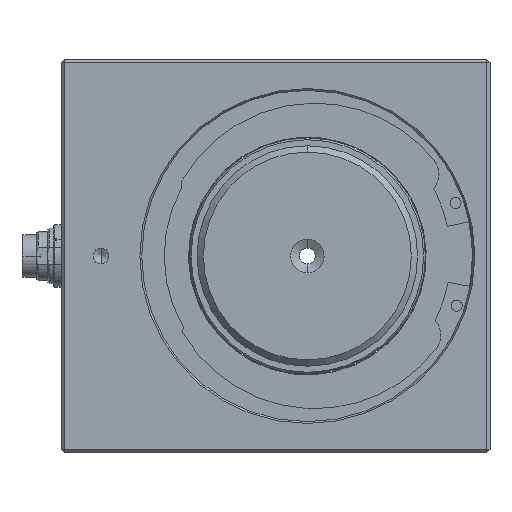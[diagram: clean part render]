
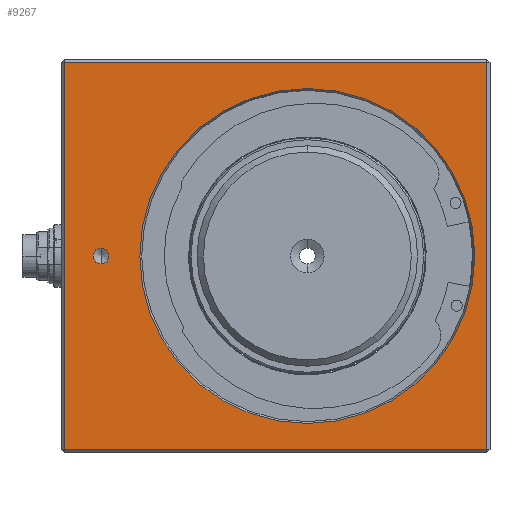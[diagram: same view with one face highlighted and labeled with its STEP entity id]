
A CAD part, left-side view. The second image highlights one B-rep face of the part: STEP entity #9267.
In plain terms, the highlighted planar face has unit normal (-1, 0, 0).
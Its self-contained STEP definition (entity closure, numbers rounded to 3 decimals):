
#144 = EDGE_LOOP ( 'NONE', ( #4421, #4415, #4489, #4429 ) ) ;
#250 = EDGE_LOOP ( 'NONE', ( #4319, #4344 ) ) ;
#251 = EDGE_LOOP ( 'NONE', ( #4343, #4425 ) ) ;
#741 = AXIS2_PLACEMENT_3D ( 'NONE', #4937, #4934, #4939 ) ;
#853 = CIRCLE ( 'NONE', #857, 53.177 ) ;
#857 = AXIS2_PLACEMENT_3D ( 'NONE', #7081, #7083, #7088 ) ;
#1767 = LINE ( 'NONE', #2861, #3043 ) ;
#1782 = LINE ( 'NONE', #2795, #3463 ) ;
#1921 = LINE ( 'NONE', #2730, #3467 ) ;
#1924 = LINE ( 'NONE', #2744, #3046 ) ;
#2728 = DIRECTION ( 'NONE',  ( 0., 0., -1. ) ) ;
#2730 = CARTESIAN_POINT ( 'NONE',  ( 0., 67., 62.5 ) ) ;
#2743 = DIRECTION ( 'NONE',  ( 0., -1., 0. ) ) ;
#2744 = CARTESIAN_POINT ( 'NONE',  ( 0., -68., -61.5 ) ) ;
#2794 = DIRECTION ( 'NONE',  ( 0., 1., 0. ) ) ;
#2795 = CARTESIAN_POINT ( 'NONE',  ( 0., -68., 61.5 ) ) ;
#2796 = DIRECTION ( 'NONE',  ( 0., 0., -1. ) ) ;
#2797 = DIRECTION ( 'NONE',  ( 1., 0., 0. ) ) ;
#2798 = CARTESIAN_POINT ( 'NONE',  ( 0., -10., 0. ) ) ;
#2799 = DIRECTION ( 'NONE',  ( 0., 0., 1. ) ) ;
#2800 = DIRECTION ( 'NONE',  ( -1., 0., 0. ) ) ;
#2802 = CARTESIAN_POINT ( 'NONE',  ( 0., 55.5, 0. ) ) ;
#2803 = DIRECTION ( 'NONE',  ( 0., 0., 1. ) ) ;
#2804 = DIRECTION ( 'NONE',  ( -1., 0., 0. ) ) ;
#2805 = CARTESIAN_POINT ( 'NONE',  ( 0., 55.5, 0. ) ) ;
#2860 = DIRECTION ( 'NONE',  ( 0., 0., 1. ) ) ;
#2861 = CARTESIAN_POINT ( 'NONE',  ( 0., -67., 62.5 ) ) ;
#3043 = VECTOR ( 'NONE', #2860, 1000. ) ;
#3046 = VECTOR ( 'NONE', #2743, 1000. ) ;
#3050 = AXIS2_PLACEMENT_3D ( 'NONE', #2805, #2804, #2803 ) ;
#3056 = CIRCLE ( 'NONE', #3050, 2.5 ) ;
#3069 = CIRCLE ( 'NONE', #3354, 53.177 ) ;
#3353 = AXIS2_PLACEMENT_3D ( 'NONE', #2802, #2800, #2799 ) ;
#3354 = AXIS2_PLACEMENT_3D ( 'NONE', #2798, #2797, #2796 ) ;
#3360 = CIRCLE ( 'NONE', #3353, 2.5 ) ;
#3463 = VECTOR ( 'NONE', #2794, 1000. ) ;
#3467 = VECTOR ( 'NONE', #2728, 1000. ) ;
#4235 = FACE_OUTER_BOUND ( 'NONE', #144, .T. ) ;
#4319 = ORIENTED_EDGE ( 'NONE', *, *, #9510, .T. ) ;
#4343 = ORIENTED_EDGE ( 'NONE', *, *, #10056, .F. ) ;
#4344 = ORIENTED_EDGE ( 'NONE', *, *, #10057, .T. ) ;
#4415 = ORIENTED_EDGE ( 'NONE', *, *, #10075, .T. ) ;
#4421 = ORIENTED_EDGE ( 'NONE', *, *, #10058, .T. ) ;
#4425 = ORIENTED_EDGE ( 'NONE', *, *, #10055, .F. ) ;
#4429 = ORIENTED_EDGE ( 'NONE', *, *, #10032, .T. ) ;
#4489 = ORIENTED_EDGE ( 'NONE', *, *, #10071, .T. ) ;
#4759 = FACE_BOUND ( 'NONE', #250, .T. ) ;
#4760 = FACE_BOUND ( 'NONE', #251, .T. ) ;
#4932 = PLANE ( 'NONE',  #741 ) ;
#4934 = DIRECTION ( 'NONE',  ( 1., 0., 0. ) ) ;
#4937 = CARTESIAN_POINT ( 'NONE',  ( 0., -68., 62.5 ) ) ;
#4939 = DIRECTION ( 'NONE',  ( 0., 0., -1. ) ) ;
#5285 = CARTESIAN_POINT ( 'NONE',  ( 0., -10., 53.177 ) ) ;
#5446 = CARTESIAN_POINT ( 'NONE',  ( 0., 55.5, 2.5 ) ) ;
#5447 = CARTESIAN_POINT ( 'NONE',  ( 0., -67., 61.5 ) ) ;
#5450 = CARTESIAN_POINT ( 'NONE',  ( 0., -67., -61.5 ) ) ;
#5462 = CARTESIAN_POINT ( 'NONE',  ( 0., 55.5, -2.5 ) ) ;
#5595 = CARTESIAN_POINT ( 'NONE',  ( 0., 67., -61.5 ) ) ;
#5599 = CARTESIAN_POINT ( 'NONE',  ( 0., 67., 61.5 ) ) ;
#5619 = CARTESIAN_POINT ( 'NONE',  ( 0., -10., -53.177 ) ) ;
#5894 = VERTEX_POINT ( 'NONE', #5619 ) ;
#6404 = VERTEX_POINT ( 'NONE', #5595 ) ;
#6406 = VERTEX_POINT ( 'NONE', #5599 ) ;
#6570 = VERTEX_POINT ( 'NONE', #5462 ) ;
#6575 = VERTEX_POINT ( 'NONE', #5450 ) ;
#6578 = VERTEX_POINT ( 'NONE', #5447 ) ;
#6579 = VERTEX_POINT ( 'NONE', #5446 ) ;
#6612 = VERTEX_POINT ( 'NONE', #5285 ) ;
#7081 = CARTESIAN_POINT ( 'NONE',  ( 0., -10., 0. ) ) ;
#7083 = DIRECTION ( 'NONE',  ( 1., 0., 0. ) ) ;
#7088 = DIRECTION ( 'NONE',  ( 0., 0., -1. ) ) ;
#9267 = ADVANCED_FACE ( 'NONE', ( #4759, #4760, #4235 ), #4932, .F. ) ;
#9510 = EDGE_CURVE ( 'NONE', #6612, #5894, #853, .T. ) ;
#10032 = EDGE_CURVE ( 'NONE', #6575, #6578, #1767, .T. ) ;
#10055 = EDGE_CURVE ( 'NONE', #6570, #6579, #3056, .T. ) ;
#10056 = EDGE_CURVE ( 'NONE', #6579, #6570, #3360, .T. ) ;
#10057 = EDGE_CURVE ( 'NONE', #5894, #6612, #3069, .T. ) ;
#10058 = EDGE_CURVE ( 'NONE', #6578, #6406, #1782, .T. ) ;
#10071 = EDGE_CURVE ( 'NONE', #6404, #6575, #1924, .T. ) ;
#10075 = EDGE_CURVE ( 'NONE', #6406, #6404, #1921, .T. ) ;
